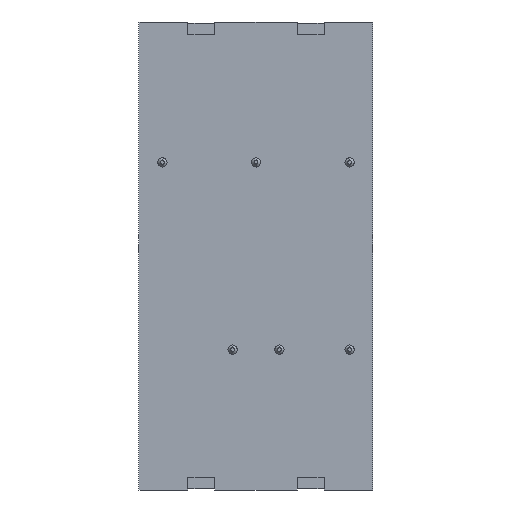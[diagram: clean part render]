
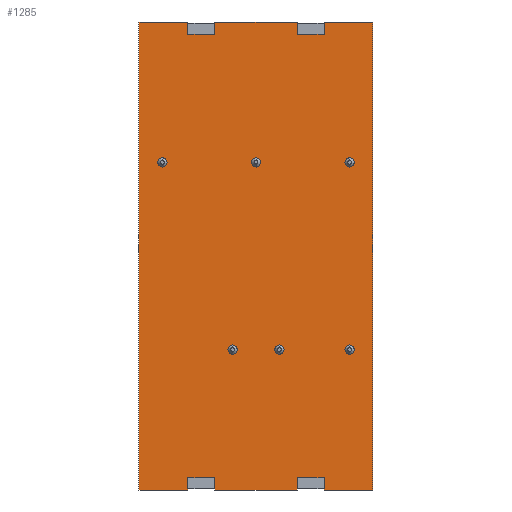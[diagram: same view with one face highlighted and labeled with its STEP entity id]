
A CAD part, front view. The second image highlights one B-rep face of the part: STEP entity #1285.
In plain terms, the highlighted planar face has unit normal (0, -1, 0).
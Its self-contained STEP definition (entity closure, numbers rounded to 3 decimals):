
#275 = VERTEX_POINT('',#276);
#276 = CARTESIAN_POINT('',(-2.54,0.,-10.66));
#282 = EDGE_CURVE('',#275,#283,#285,.T.);
#283 = VERTEX_POINT('',#284);
#284 = CARTESIAN_POINT('',(-2.54,0.,-9.66));
#285 = CIRCLE('',#286,0.5);
#286 = AXIS2_PLACEMENT_3D('',#287,#288,#289);
#287 = CARTESIAN_POINT('',(-2.54,0.,-10.16));
#288 = DIRECTION('',(0.,-1.,0.));
#289 = DIRECTION('',(0.,0.,1.));
#307 = VERTEX_POINT('',#308);
#308 = CARTESIAN_POINT('',(2.54,0.,-10.66));
#314 = EDGE_CURVE('',#307,#315,#317,.T.);
#315 = VERTEX_POINT('',#316);
#316 = CARTESIAN_POINT('',(2.54,0.,-9.66));
#317 = CIRCLE('',#318,0.5);
#318 = AXIS2_PLACEMENT_3D('',#319,#320,#321);
#319 = CARTESIAN_POINT('',(2.54,0.,-10.16));
#320 = DIRECTION('',(0.,-1.,0.));
#321 = DIRECTION('',(0.,0.,1.));
#339 = VERTEX_POINT('',#340);
#340 = CARTESIAN_POINT('',(10.16,0.,-10.66));
#346 = EDGE_CURVE('',#339,#347,#349,.T.);
#347 = VERTEX_POINT('',#348);
#348 = CARTESIAN_POINT('',(10.16,0.,-9.66));
#349 = CIRCLE('',#350,0.5);
#350 = AXIS2_PLACEMENT_3D('',#351,#352,#353);
#351 = CARTESIAN_POINT('',(10.16,0.,-10.16));
#352 = DIRECTION('',(0.,-1.,0.));
#353 = DIRECTION('',(0.,0.,1.));
#371 = VERTEX_POINT('',#372);
#372 = CARTESIAN_POINT('',(10.16,0.,9.66));
#378 = EDGE_CURVE('',#371,#379,#381,.T.);
#379 = VERTEX_POINT('',#380);
#380 = CARTESIAN_POINT('',(10.16,0.,10.66));
#381 = CIRCLE('',#382,0.5);
#382 = AXIS2_PLACEMENT_3D('',#383,#384,#385);
#383 = CARTESIAN_POINT('',(10.16,0.,10.16));
#384 = DIRECTION('',(0.,-1.,0.));
#385 = DIRECTION('',(0.,0.,1.));
#403 = VERTEX_POINT('',#404);
#404 = CARTESIAN_POINT('',(0.,0.,9.66));
#410 = EDGE_CURVE('',#403,#411,#413,.T.);
#411 = VERTEX_POINT('',#412);
#412 = CARTESIAN_POINT('',(0.,0.,10.66));
#413 = CIRCLE('',#414,0.5);
#414 = AXIS2_PLACEMENT_3D('',#415,#416,#417);
#415 = CARTESIAN_POINT('',(0.,0.,10.16));
#416 = DIRECTION('',(0.,-1.,0.));
#417 = DIRECTION('',(0.,0.,1.));
#435 = VERTEX_POINT('',#436);
#436 = CARTESIAN_POINT('',(-10.16,0.,9.66));
#442 = EDGE_CURVE('',#435,#443,#445,.T.);
#443 = VERTEX_POINT('',#444);
#444 = CARTESIAN_POINT('',(-10.16,0.,10.66));
#445 = CIRCLE('',#446,0.5);
#446 = AXIS2_PLACEMENT_3D('',#447,#448,#449);
#447 = CARTESIAN_POINT('',(-10.16,0.,10.16));
#448 = DIRECTION('',(0.,-1.,0.));
#449 = DIRECTION('',(0.,0.,1.));
#635 = EDGE_CURVE('',#636,#638,#640,.T.);
#636 = VERTEX_POINT('',#637);
#637 = CARTESIAN_POINT('',(-12.7,0.,-25.4));
#638 = VERTEX_POINT('',#639);
#639 = CARTESIAN_POINT('',(-12.7,0.,25.4));
#640 = LINE('',#641,#642);
#641 = CARTESIAN_POINT('',(-12.7,0.,-25.4));
#642 = VECTOR('',#643,1.);
#643 = DIRECTION('',(0.,0.,1.));
#666 = EDGE_CURVE('',#638,#667,#669,.T.);
#667 = VERTEX_POINT('',#668);
#668 = CARTESIAN_POINT('',(-7.4,0.,25.4));
#669 = LINE('',#670,#671);
#670 = CARTESIAN_POINT('',(-12.7,0.,25.4));
#671 = VECTOR('',#672,1.);
#672 = DIRECTION('',(1.,0.,0.));
#690 = EDGE_CURVE('',#667,#691,#693,.T.);
#691 = VERTEX_POINT('',#692);
#692 = CARTESIAN_POINT('',(-7.4,0.,24.05));
#693 = LINE('',#694,#695);
#694 = CARTESIAN_POINT('',(-7.4,0.,25.4));
#695 = VECTOR('',#696,1.);
#696 = DIRECTION('',(0.,0.,-1.));
#722 = EDGE_CURVE('',#691,#723,#725,.T.);
#723 = VERTEX_POINT('',#724);
#724 = CARTESIAN_POINT('',(-4.5,0.,24.05));
#725 = LINE('',#726,#727);
#726 = CARTESIAN_POINT('',(-7.4,0.,24.05));
#727 = VECTOR('',#728,1.);
#728 = DIRECTION('',(1.,0.,0.));
#753 = EDGE_CURVE('',#723,#754,#756,.T.);
#754 = VERTEX_POINT('',#755);
#755 = CARTESIAN_POINT('',(-4.5,0.,25.4));
#756 = LINE('',#757,#758);
#757 = CARTESIAN_POINT('',(-4.5,0.,25.4));
#758 = VECTOR('',#759,1.);
#759 = DIRECTION('',(0.,0.,1.));
#783 = EDGE_CURVE('',#754,#784,#786,.T.);
#784 = VERTEX_POINT('',#785);
#785 = CARTESIAN_POINT('',(4.5,0.,25.4));
#786 = LINE('',#787,#788);
#787 = CARTESIAN_POINT('',(-4.5,0.,25.4));
#788 = VECTOR('',#789,1.);
#789 = DIRECTION('',(1.,0.,0.));
#807 = EDGE_CURVE('',#784,#808,#810,.T.);
#808 = VERTEX_POINT('',#809);
#809 = CARTESIAN_POINT('',(4.5,0.,24.05));
#810 = LINE('',#811,#812);
#811 = CARTESIAN_POINT('',(4.5,0.,25.4));
#812 = VECTOR('',#813,1.);
#813 = DIRECTION('',(0.,0.,-1.));
#839 = EDGE_CURVE('',#808,#840,#842,.T.);
#840 = VERTEX_POINT('',#841);
#841 = CARTESIAN_POINT('',(7.4,0.,24.05));
#842 = LINE('',#843,#844);
#843 = CARTESIAN_POINT('',(7.4,0.,24.05));
#844 = VECTOR('',#845,1.);
#845 = DIRECTION('',(1.,0.,0.));
#870 = EDGE_CURVE('',#840,#871,#873,.T.);
#871 = VERTEX_POINT('',#872);
#872 = CARTESIAN_POINT('',(7.4,0.,25.4));
#873 = LINE('',#874,#875);
#874 = CARTESIAN_POINT('',(7.4,0.,25.4));
#875 = VECTOR('',#876,1.);
#876 = DIRECTION('',(0.,0.,1.));
#909 = EDGE_CURVE('',#871,#910,#912,.T.);
#910 = VERTEX_POINT('',#911);
#911 = CARTESIAN_POINT('',(12.7,0.,25.4));
#912 = LINE('',#913,#914);
#913 = CARTESIAN_POINT('',(7.4,0.,25.4));
#914 = VECTOR('',#915,1.);
#915 = DIRECTION('',(1.,0.,0.));
#940 = EDGE_CURVE('',#910,#941,#943,.T.);
#941 = VERTEX_POINT('',#942);
#942 = CARTESIAN_POINT('',(12.7,0.,-25.4));
#943 = LINE('',#944,#945);
#944 = CARTESIAN_POINT('',(12.7,0.,-25.4));
#945 = VECTOR('',#946,1.);
#946 = DIRECTION('',(0.,-0.,-1.));
#971 = EDGE_CURVE('',#941,#972,#974,.T.);
#972 = VERTEX_POINT('',#973);
#973 = CARTESIAN_POINT('',(7.4,0.,-25.4));
#974 = LINE('',#975,#976);
#975 = CARTESIAN_POINT('',(7.4,0.,-25.4));
#976 = VECTOR('',#977,1.);
#977 = DIRECTION('',(-1.,-0.,0.));
#1002 = EDGE_CURVE('',#972,#1003,#1005,.T.);
#1003 = VERTEX_POINT('',#1004);
#1004 = CARTESIAN_POINT('',(7.4,0.,-24.05));
#1005 = LINE('',#1006,#1007);
#1006 = CARTESIAN_POINT('',(7.4,0.,-25.4));
#1007 = VECTOR('',#1008,1.);
#1008 = DIRECTION('',(0.,0.,1.));
#1041 = EDGE_CURVE('',#1003,#1042,#1044,.T.);
#1042 = VERTEX_POINT('',#1043);
#1043 = CARTESIAN_POINT('',(4.5,0.,-24.05));
#1044 = LINE('',#1045,#1046);
#1045 = CARTESIAN_POINT('',(7.4,0.,-24.05));
#1046 = VECTOR('',#1047,1.);
#1047 = DIRECTION('',(-1.,0.,0.));
#1072 = EDGE_CURVE('',#1042,#1073,#1075,.T.);
#1073 = VERTEX_POINT('',#1074);
#1074 = CARTESIAN_POINT('',(4.5,0.,-25.4));
#1075 = LINE('',#1076,#1077);
#1076 = CARTESIAN_POINT('',(4.5,0.,-25.4));
#1077 = VECTOR('',#1078,1.);
#1078 = DIRECTION('',(0.,0.,-1.));
#1102 = EDGE_CURVE('',#1073,#1103,#1105,.T.);
#1103 = VERTEX_POINT('',#1104);
#1104 = CARTESIAN_POINT('',(-4.5,0.,-25.4));
#1105 = LINE('',#1106,#1107);
#1106 = CARTESIAN_POINT('',(-4.5,0.,-25.4));
#1107 = VECTOR('',#1108,1.);
#1108 = DIRECTION('',(-1.,-0.,-0.));
#1126 = EDGE_CURVE('',#1103,#1127,#1129,.T.);
#1127 = VERTEX_POINT('',#1128);
#1128 = CARTESIAN_POINT('',(-4.5,0.,-24.05));
#1129 = LINE('',#1130,#1131);
#1130 = CARTESIAN_POINT('',(-4.5,0.,-25.4));
#1131 = VECTOR('',#1132,1.);
#1132 = DIRECTION('',(0.,0.,1.));
#1158 = EDGE_CURVE('',#1127,#1159,#1161,.T.);
#1159 = VERTEX_POINT('',#1160);
#1160 = CARTESIAN_POINT('',(-7.4,0.,-24.05));
#1161 = LINE('',#1162,#1163);
#1162 = CARTESIAN_POINT('',(-7.4,0.,-24.05));
#1163 = VECTOR('',#1164,1.);
#1164 = DIRECTION('',(-1.,-0.,-0.));
#1189 = EDGE_CURVE('',#1159,#1190,#1192,.T.);
#1190 = VERTEX_POINT('',#1191);
#1191 = CARTESIAN_POINT('',(-7.4,0.,-25.4));
#1192 = LINE('',#1193,#1194);
#1193 = CARTESIAN_POINT('',(-7.4,0.,-25.4));
#1194 = VECTOR('',#1195,1.);
#1195 = DIRECTION('',(0.,-0.,-1.));
#1219 = EDGE_CURVE('',#1190,#636,#1220,.T.);
#1220 = LINE('',#1221,#1222);
#1221 = CARTESIAN_POINT('',(-12.7,0.,-25.4));
#1222 = VECTOR('',#1223,1.);
#1223 = DIRECTION('',(-1.,-0.,-0.));
#1285 = ADVANCED_FACE('',(#1286,#1296,#1306,#1316,#1326,#1336,#1346),
  #1368,.F.);
#1286 = FACE_BOUND('',#1287,.T.);
#1287 = EDGE_LOOP('',(#1288,#1295));
#1288 = ORIENTED_EDGE('',*,*,#1289,.F.);
#1289 = EDGE_CURVE('',#283,#275,#1290,.T.);
#1290 = CIRCLE('',#1291,0.5);
#1291 = AXIS2_PLACEMENT_3D('',#1292,#1293,#1294);
#1292 = CARTESIAN_POINT('',(-2.54,0.,-10.16));
#1293 = DIRECTION('',(0.,-1.,0.));
#1294 = DIRECTION('',(0.,0.,1.));
#1295 = ORIENTED_EDGE('',*,*,#282,.F.);
#1296 = FACE_BOUND('',#1297,.T.);
#1297 = EDGE_LOOP('',(#1298,#1305));
#1298 = ORIENTED_EDGE('',*,*,#1299,.F.);
#1299 = EDGE_CURVE('',#315,#307,#1300,.T.);
#1300 = CIRCLE('',#1301,0.5);
#1301 = AXIS2_PLACEMENT_3D('',#1302,#1303,#1304);
#1302 = CARTESIAN_POINT('',(2.54,0.,-10.16));
#1303 = DIRECTION('',(0.,-1.,0.));
#1304 = DIRECTION('',(0.,0.,1.));
#1305 = ORIENTED_EDGE('',*,*,#314,.F.);
#1306 = FACE_BOUND('',#1307,.T.);
#1307 = EDGE_LOOP('',(#1308,#1315));
#1308 = ORIENTED_EDGE('',*,*,#1309,.F.);
#1309 = EDGE_CURVE('',#347,#339,#1310,.T.);
#1310 = CIRCLE('',#1311,0.5);
#1311 = AXIS2_PLACEMENT_3D('',#1312,#1313,#1314);
#1312 = CARTESIAN_POINT('',(10.16,0.,-10.16));
#1313 = DIRECTION('',(0.,-1.,0.));
#1314 = DIRECTION('',(0.,0.,1.));
#1315 = ORIENTED_EDGE('',*,*,#346,.F.);
#1316 = FACE_BOUND('',#1317,.T.);
#1317 = EDGE_LOOP('',(#1318,#1325));
#1318 = ORIENTED_EDGE('',*,*,#1319,.F.);
#1319 = EDGE_CURVE('',#379,#371,#1320,.T.);
#1320 = CIRCLE('',#1321,0.5);
#1321 = AXIS2_PLACEMENT_3D('',#1322,#1323,#1324);
#1322 = CARTESIAN_POINT('',(10.16,0.,10.16));
#1323 = DIRECTION('',(0.,-1.,0.));
#1324 = DIRECTION('',(0.,0.,1.));
#1325 = ORIENTED_EDGE('',*,*,#378,.F.);
#1326 = FACE_BOUND('',#1327,.T.);
#1327 = EDGE_LOOP('',(#1328,#1335));
#1328 = ORIENTED_EDGE('',*,*,#1329,.F.);
#1329 = EDGE_CURVE('',#411,#403,#1330,.T.);
#1330 = CIRCLE('',#1331,0.5);
#1331 = AXIS2_PLACEMENT_3D('',#1332,#1333,#1334);
#1332 = CARTESIAN_POINT('',(0.,0.,10.16));
#1333 = DIRECTION('',(0.,-1.,0.));
#1334 = DIRECTION('',(0.,0.,1.));
#1335 = ORIENTED_EDGE('',*,*,#410,.F.);
#1336 = FACE_BOUND('',#1337,.T.);
#1337 = EDGE_LOOP('',(#1338,#1345));
#1338 = ORIENTED_EDGE('',*,*,#1339,.F.);
#1339 = EDGE_CURVE('',#443,#435,#1340,.T.);
#1340 = CIRCLE('',#1341,0.5);
#1341 = AXIS2_PLACEMENT_3D('',#1342,#1343,#1344);
#1342 = CARTESIAN_POINT('',(-10.16,0.,10.16));
#1343 = DIRECTION('',(0.,-1.,0.));
#1344 = DIRECTION('',(0.,0.,1.));
#1345 = ORIENTED_EDGE('',*,*,#442,.F.);
#1346 = FACE_BOUND('',#1347,.T.);
#1347 = EDGE_LOOP('',(#1348,#1349,#1350,#1351,#1352,#1353,#1354,#1355,
    #1356,#1357,#1358,#1359,#1360,#1361,#1362,#1363,#1364,#1365,#1366,
    #1367));
#1348 = ORIENTED_EDGE('',*,*,#635,.F.);
#1349 = ORIENTED_EDGE('',*,*,#1219,.F.);
#1350 = ORIENTED_EDGE('',*,*,#1189,.F.);
#1351 = ORIENTED_EDGE('',*,*,#1158,.F.);
#1352 = ORIENTED_EDGE('',*,*,#1126,.F.);
#1353 = ORIENTED_EDGE('',*,*,#1102,.F.);
#1354 = ORIENTED_EDGE('',*,*,#1072,.F.);
#1355 = ORIENTED_EDGE('',*,*,#1041,.F.);
#1356 = ORIENTED_EDGE('',*,*,#1002,.F.);
#1357 = ORIENTED_EDGE('',*,*,#971,.F.);
#1358 = ORIENTED_EDGE('',*,*,#940,.F.);
#1359 = ORIENTED_EDGE('',*,*,#909,.F.);
#1360 = ORIENTED_EDGE('',*,*,#870,.F.);
#1361 = ORIENTED_EDGE('',*,*,#839,.F.);
#1362 = ORIENTED_EDGE('',*,*,#807,.F.);
#1363 = ORIENTED_EDGE('',*,*,#783,.F.);
#1364 = ORIENTED_EDGE('',*,*,#753,.F.);
#1365 = ORIENTED_EDGE('',*,*,#722,.F.);
#1366 = ORIENTED_EDGE('',*,*,#690,.F.);
#1367 = ORIENTED_EDGE('',*,*,#666,.F.);
#1368 = PLANE('',#1369);
#1369 = AXIS2_PLACEMENT_3D('',#1370,#1371,#1372);
#1370 = CARTESIAN_POINT('',(-12.7,0.,25.4));
#1371 = DIRECTION('',(0.,1.,0.));
#1372 = DIRECTION('',(0.,-0.,1.));
